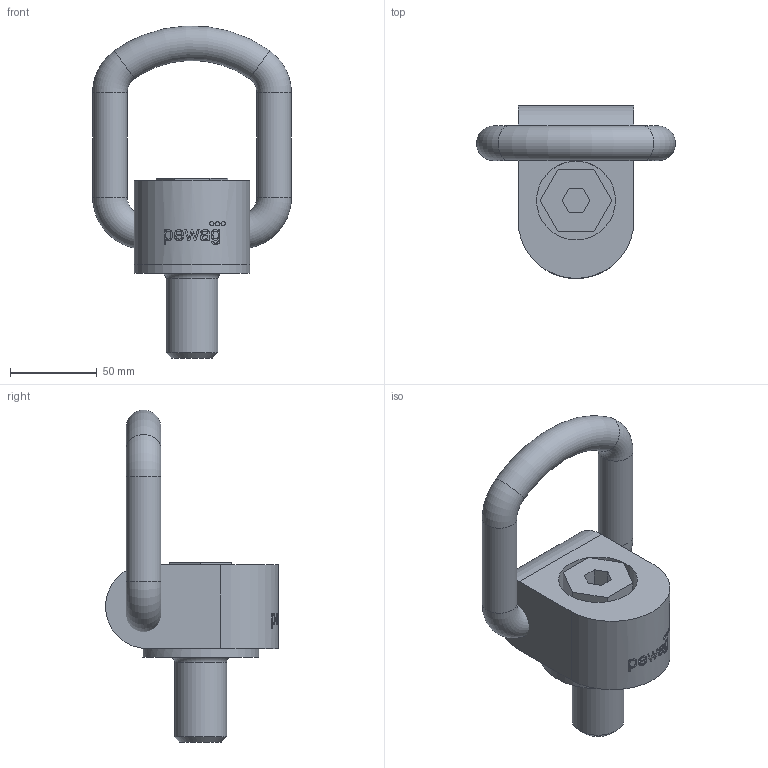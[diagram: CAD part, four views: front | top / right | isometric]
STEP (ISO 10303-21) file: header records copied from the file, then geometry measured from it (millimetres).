
FILE_DESCRIPTION(/* description */ (''),/* implementation_level */ '2;1');
FILE_NAME(/* name */ 'PLAW_6_t.stp',/* time_stamp */ '2017-11-06T16:45:00+01:00',/* author */ (''),/* organization */ (''),/* preprocessor_version */ 'ST-DEVELOPER v16',/* originating_system */ 'SIEMENS PLM Software NX 11.0',/* authorisation */ '');
FILE_SCHEMA (('AUTOMOTIVE_DESIGN { 1 0 10303 214 3 1 1 1 }'));
Length unit declared in the file: millimetre
Products named in the file (1): pewag_PLAW_Kundenmodell_M30
Bounding box: 115 x 100 x 191.91 mm (x, y, z)
Volume: 439811.8 mm3; surface area: 59332.5 mm2
Topology: 2 solids, 2 shells, 132 faces, 328 edges, 214 vertices
Faces by surface type: plane 62, extrusion 45, cylinder 18, torus 6, cone 1
Full cylindrical faces by diameter (mm): 2.513 x3, 20 x3, 30 x1, 45.569 x1, 67 x1
Entity records: 5164 total; most frequent: CARTESIAN_POINT 2122, ORIENTED_EDGE 622, DIRECTION 455, EDGE_CURVE 311, VERTEX_POINT 213, VECTOR 175, B_SPLINE_CURVE_WITH_KNOTS 174, EDGE_LOOP 164
